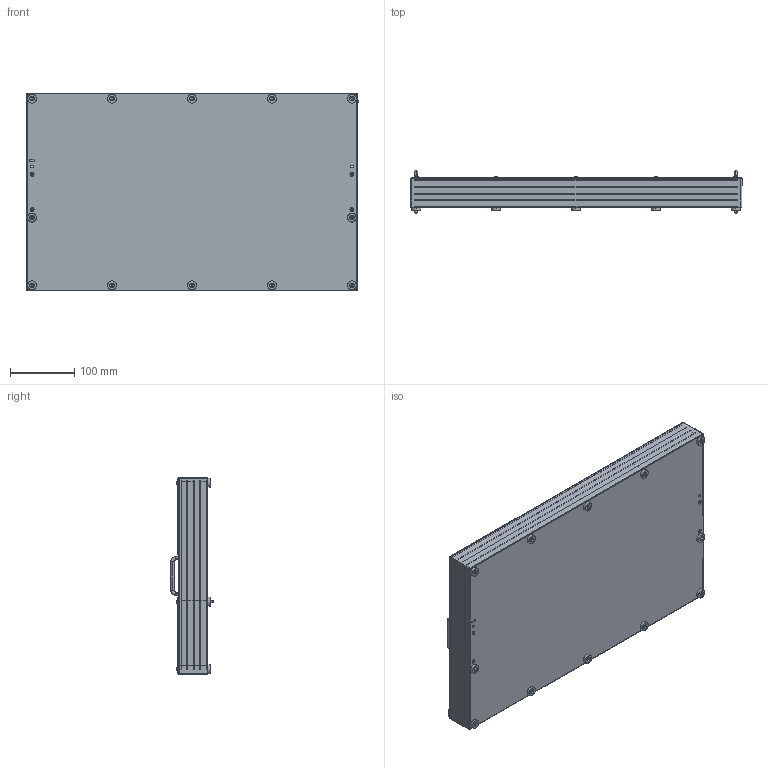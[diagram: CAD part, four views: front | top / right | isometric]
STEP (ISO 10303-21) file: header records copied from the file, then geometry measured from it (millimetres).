
FILE_DESCRIPTION (( 'STEP AP214' ), '1' );
FILE_NAME ('109235-KIT~0.STEP', '2020-06-08T12:53:33', ( '' ), ( '' ), 'SwSTEP 2.0', 'SolidWorks 2018', '' );
FILE_SCHEMA (( 'AUTOMOTIVE_DESIGN' ));
Length unit declared in the file: millimetre
Products named in the file (17): ISO7380~n_M03,0x008; 108788~1; 109239~0_S; ISO7380~n_M04,0x008; 109235-KIT~0; DIN6325~n_04,0m6x008; 1598~0; 108790~0; 109242~0; 40979~1_abgezogen<S>; 109236~0_S; 109238~0_S; 109237~0_S; 109241~0_S; 9286~0; 109243~0_S; 109240~0_S
Assembly tree (94 placements, depth 2):
  109235-KIT~0
    109236~0_S
    109237~0_S
    109238~0_S
    109239~0_S
    109240~0_S
    109241~0_S
    109242~0
    108788~1  x12
    109243~0_S  x2
    1598~0  x2
    40979~1_abgezogen<S>
    108790~0  x48
    9286~0  x4
    ISO7380~n_M03,0x008  x4
    ISO7380~n_M04,0x008  x12
    DIN6325~n_04,0m6x008  x2
Bounding box: 518 x 66.1 x 308 mm (x, y, z)
Volume: 2353128.9 mm3; surface area: 2432251.5 mm2
Topology: 99 solids, 99 shells, 2152 faces, 4944 edges, 3008 vertices
Faces by surface type: cylinder 1022, cone 648, plane 410, torus 64, sphere 8
Entity records: 23465 total; most frequent: DIRECTION 4149, CARTESIAN_POINT 3599, ORIENTED_EDGE 3450, EDGE_CURVE 1725, AXIS2_PLACEMENT_3D 1658, VERTEX_POINT 1108, EDGE_LOOP 925, CIRCLE 892
